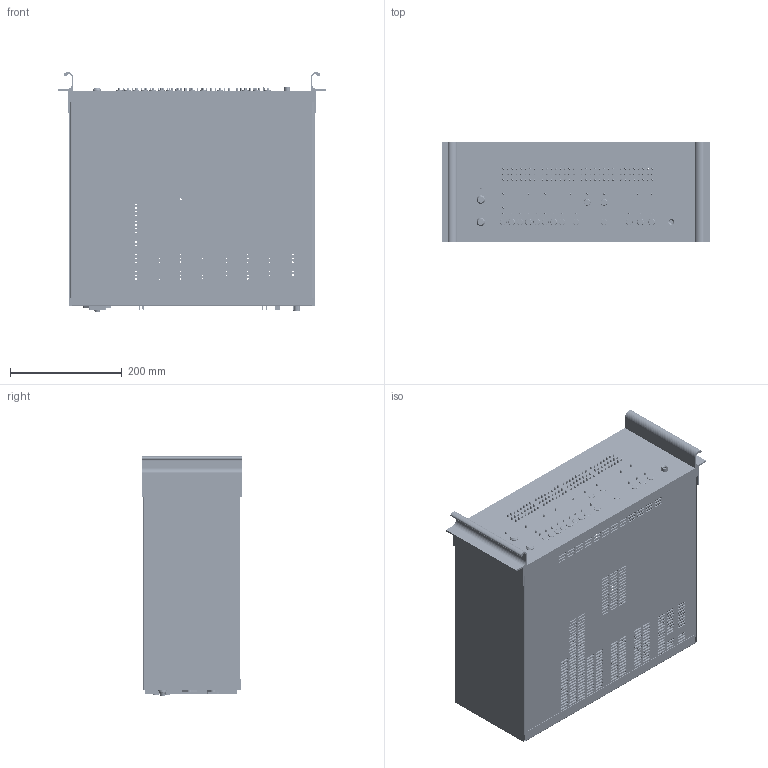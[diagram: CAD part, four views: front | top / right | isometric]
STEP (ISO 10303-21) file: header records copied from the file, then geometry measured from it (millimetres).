
FILE_DESCRIPTION (( 'STEP AP203' ), '1' );
FILE_NAME ('T17_00 300_01 ﾏﾓ-ﾌ.STEP', '2021-11-19T05:21:47', ( '' ), ( '' ), 'SwSTEP 2.0', 'SolidWorks 2020', '' );
FILE_SCHEMA (( 'CONFIG_CONTROL_DESIGN' ));
Length unit declared in the file: millimetre
Products named in the file (19): HF-301(CR-C-M); 3EHDR-08P; T17_00 300_01 ﾏﾓ-ﾌ; Cap; T17_01 430_05; FH-301(FUSE); SWK-1; 栱殣鍱鴅踆00; 15EDGRC-3.5-8P; 5EHDR-08; Stopper; T00_04 460_01; T17_01 450_01; 5EHDR-02; T17_01 440_05; TJ6-8P; ST-008S-05(M); T17_01 420_05; HF-302(CR-C-F)
Assembly tree (164 placements, depth 2):
  T17_00 300_01 ﾏﾓ-ﾌ
    T17_01 440_05
    T17_01 430_05
    T00_04 460_01  x2
    T17_01 420_05
    T17_01 450_01
    Cap  x15
    栱殣鍱鴅踆00  x118
    ST-008S-05(M)  x3
    SWK-1  x2
    TJ6-8P  x2
    5EHDR-08  x6
    3EHDR-08P
    5EHDR-02  x3
    15EDGRC-3.5-8P  x2
    Stopper  x3
    FH-301(FUSE)
    HF-302(CR-C-F)
    HF-301(CR-C-M)
Bounding box: 480 x 177 x 428.02 mm (x, y, z)
Volume: 1173912 mm3; surface area: 1558602.1 mm2
Topology: 164 solids, 164 shells, 3374 faces, 9266 edges, 6026 vertices
Faces by surface type: cylinder 1765, plane 1331, sphere 236, torus 30, cone 10, bspline 2
Entity records: 87805 total; most frequent: DIRECTION 14604, CARTESIAN_POINT 13889, ORIENTED_EDGE 13636, EDGE_CURVE 6818, AXIS2_PLACEMENT_3D 5270, VERTEX_POINT 4523, VECTOR 4064, LINE 4064
